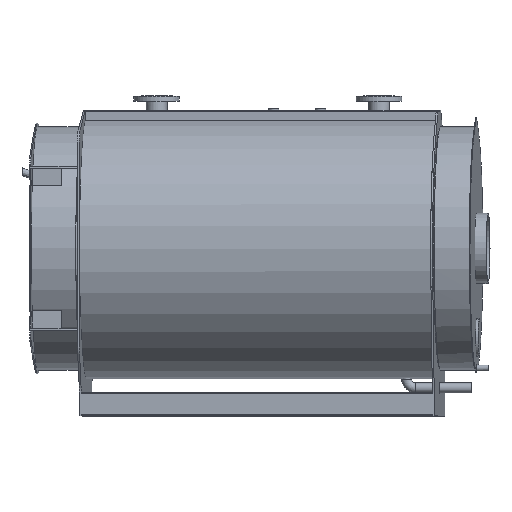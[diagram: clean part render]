
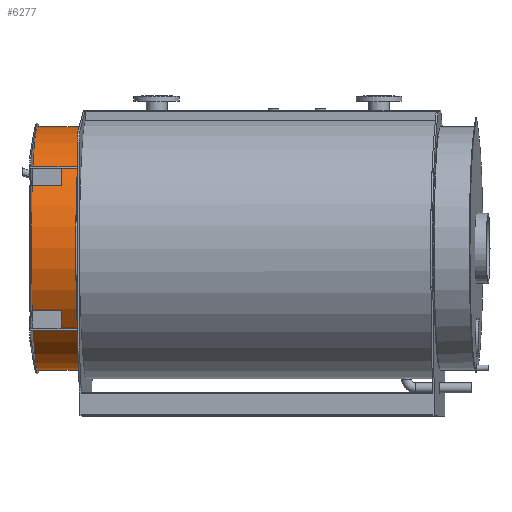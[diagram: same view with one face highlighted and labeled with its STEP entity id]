
A CAD part, top view. The second image highlights one B-rep face of the part: STEP entity #6277.
In plain terms, the highlighted cylindrical face has radius 520 mm (diameter 1040 mm), a full revolution.
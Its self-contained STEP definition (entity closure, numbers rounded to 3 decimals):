
#625=FACE_OUTER_BOUND('',#944,.T.);
#944=EDGE_LOOP('',(#5804,#5805,#5806,#5807,#5808,#5809));
#1190=CIRCLE('',#6871,520.);
#1191=CIRCLE('',#6872,520.);
#1202=CIRCLE('',#6914,520.);
#1203=CIRCLE('',#6915,520.);
#1838=LINE('',#11108,#2453);
#2453=VECTOR('',#8613,520.);
#3030=VERTEX_POINT('',#10972);
#3031=VERTEX_POINT('',#10973);
#3060=VERTEX_POINT('',#11107);
#3061=VERTEX_POINT('',#11109);
#3925=EDGE_CURVE('',#3030,#3031,#1190,.T.);
#3926=EDGE_CURVE('',#3031,#3030,#1191,.T.);
#3983=EDGE_CURVE('',#3031,#3060,#1838,.T.);
#3984=EDGE_CURVE('',#3060,#3061,#1202,.T.);
#3985=EDGE_CURVE('',#3061,#3060,#1203,.T.);
#5804=ORIENTED_EDGE('',*,*,#3925,.F.);
#5805=ORIENTED_EDGE('',*,*,#3926,.F.);
#5806=ORIENTED_EDGE('',*,*,#3983,.T.);
#5807=ORIENTED_EDGE('',*,*,#3984,.T.);
#5808=ORIENTED_EDGE('',*,*,#3985,.T.);
#5809=ORIENTED_EDGE('',*,*,#3983,.F.);
#5983=CYLINDRICAL_SURFACE('',#6913,520.);
#6277=ADVANCED_FACE('',(#625),#5983,.T.);
#6871=AXIS2_PLACEMENT_3D('',#10974,#8483,#8484);
#6872=AXIS2_PLACEMENT_3D('',#10975,#8485,#8486);
#6913=AXIS2_PLACEMENT_3D('',#11106,#8611,#8612);
#6914=AXIS2_PLACEMENT_3D('',#11110,#8614,#8615);
#6915=AXIS2_PLACEMENT_3D('',#11111,#8616,#8617);
#8483=DIRECTION('center_axis',(0.,0.,1.));
#8484=DIRECTION('ref_axis',(1.,0.,0.));
#8485=DIRECTION('center_axis',(0.,0.,1.));
#8486=DIRECTION('ref_axis',(1.,0.,0.));
#8611=DIRECTION('center_axis',(0.,0.,1.));
#8612=DIRECTION('ref_axis',(1.,0.,0.));
#8613=DIRECTION('',(0.,0.,-1.));
#8614=DIRECTION('center_axis',(0.,0.,1.));
#8615=DIRECTION('ref_axis',(1.,0.,0.));
#8616=DIRECTION('center_axis',(0.,0.,1.));
#8617=DIRECTION('ref_axis',(1.,0.,0.));
#10972=CARTESIAN_POINT('',(520.,0.,190.));
#10973=CARTESIAN_POINT('',(-520.,0.,190.));
#10974=CARTESIAN_POINT('Origin',(0.,0.,190.));
#10975=CARTESIAN_POINT('Origin',(0.,0.,190.));
#11106=CARTESIAN_POINT('Origin',(0.,0.,0.));
#11107=CARTESIAN_POINT('',(-520.,0.,0.));
#11108=CARTESIAN_POINT('',(-520.,0.,0.));
#11109=CARTESIAN_POINT('',(520.,0.,0.));
#11110=CARTESIAN_POINT('Origin',(0.,0.,0.));
#11111=CARTESIAN_POINT('Origin',(0.,0.,0.));
